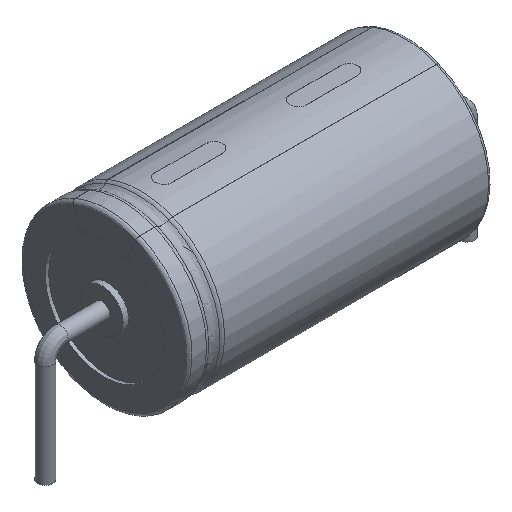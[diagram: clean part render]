
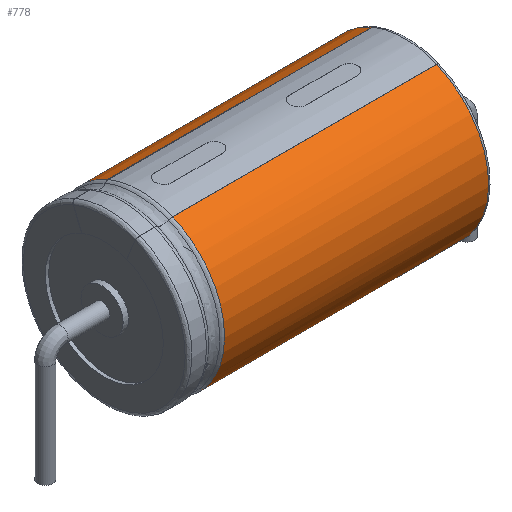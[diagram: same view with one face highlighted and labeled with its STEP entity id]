
A CAD part, isometric view. The second image highlights one B-rep face of the part: STEP entity #778.
In plain terms, the highlighted cylindrical face has radius 5 mm (diameter 10 mm), a partial arc.
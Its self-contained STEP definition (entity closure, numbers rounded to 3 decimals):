
#139=VERTEX_POINT('',#140);
#140=CARTESIAN_POINT('',(21.3,-1.913,9.619));
#146=EDGE_CURVE('',#147,#139,#149,.T.);
#147=VERTEX_POINT('',#148);
#148=CARTESIAN_POINT('',(5.635,-1.913,9.619));
#149=LINE('',#150,#151);
#150=CARTESIAN_POINT('',(5.5,-1.913,9.619));
#151=VECTOR('',#152,1.);
#152=DIRECTION('',(1.,0.,0.));
#208=DIRECTION('',(-1.,0.,0.));
#367=VERTEX_POINT('',#368);
#368=CARTESIAN_POINT('',(21.3,1.913,9.619));
#372=DIRECTION('',(0.,0.383,0.924));
#373=ORIENTED_EDGE('',*,*,#374,.F.);
#374=EDGE_CURVE('',#375,#367,#377,.T.);
#375=VERTEX_POINT('',#376);
#376=CARTESIAN_POINT('',(5.635,1.913,9.619));
#377=LINE('',#378,#151);
#378=CARTESIAN_POINT('',(5.5,1.913,9.619));
#704=ORIENTED_EDGE('',*,*,#705,.T.);
#705=EDGE_CURVE('',#375,#147,#706,.T.);
#706=B_SPLINE_CURVE_WITH_KNOTS('',12,(#707,#708,#709,#710,#711,#712,#713,#714,#715,#716,#717,#718,#719,#720,#721,#722,#723,#724,#725,#726,#727,#728,#729,#730,#731,#732,#733,#734,#735,#736,#737,#738,#739,#740,#741),.UNSPECIFIED.,.F.,.F.,(13,11,11,13),(-1.171,0.,27.489,28.66),.UNSPECIFIED.);
#707=CARTESIAN_POINT('',(5.635,0.831,10.068));
#708=CARTESIAN_POINT('',(5.635,0.922,10.03));
#709=CARTESIAN_POINT('',(5.635,1.013,9.992));
#710=CARTESIAN_POINT('',(5.635,1.103,9.955));
#711=CARTESIAN_POINT('',(5.635,1.194,9.917));
#712=CARTESIAN_POINT('',(5.635,1.284,9.88));
#713=CARTESIAN_POINT('',(5.635,1.374,9.843));
#714=CARTESIAN_POINT('',(5.635,1.465,9.805));
#715=CARTESIAN_POINT('',(5.635,1.555,9.768));
#716=CARTESIAN_POINT('',(5.635,1.644,9.731));
#717=CARTESIAN_POINT('',(5.635,1.734,9.694));
#718=CARTESIAN_POINT('',(5.635,1.824,9.656));
#719=CARTESIAN_POINT('',(5.635,4.015,8.749));
#720=CARTESIAN_POINT('',(5.635,5.717,6.821));
#721=CARTESIAN_POINT('',(5.635,6.391,4.039));
#722=CARTESIAN_POINT('',(5.635,5.514,1.056));
#723=CARTESIAN_POINT('',(5.635,3.325,-1.166));
#724=CARTESIAN_POINT('',(5.635,0.,-2.279));
#725=CARTESIAN_POINT('',(5.635,-3.325,-1.166));
#726=CARTESIAN_POINT('',(5.635,-5.514,1.056));
#727=CARTESIAN_POINT('',(5.635,-6.391,4.039));
#728=CARTESIAN_POINT('',(5.635,-5.717,6.821));
#729=CARTESIAN_POINT('',(5.635,-4.015,8.749));
#730=CARTESIAN_POINT('',(5.635,-1.824,9.656));
#731=CARTESIAN_POINT('',(5.635,-1.734,9.694));
#732=CARTESIAN_POINT('',(5.635,-1.644,9.731));
#733=CARTESIAN_POINT('',(5.635,-1.555,9.768));
#734=CARTESIAN_POINT('',(5.635,-1.465,9.805));
#735=CARTESIAN_POINT('',(5.635,-1.374,9.843));
#736=CARTESIAN_POINT('',(5.635,-1.284,9.88));
#737=CARTESIAN_POINT('',(5.635,-1.194,9.917));
#738=CARTESIAN_POINT('',(5.635,-1.103,9.955));
#739=CARTESIAN_POINT('',(5.635,-1.013,9.992));
#740=CARTESIAN_POINT('',(5.635,-0.922,10.03));
#741=CARTESIAN_POINT('',(5.635,-0.831,10.068));
#778=ADVANCED_FACE('',(#779),#787,.T.);
#779=FACE_BOUND('',#780,.F.);
#780=EDGE_LOOP('',(#373,#704,#781,#782));
#781=ORIENTED_EDGE('',*,*,#146,.T.);
#782=ORIENTED_EDGE('',*,*,#783,.F.);
#783=EDGE_CURVE('',#367,#139,#784,.T.);
#784=CIRCLE('',#785,5.);
#785=AXIS2_PLACEMENT_3D('',#786,#208,#372);
#786=CARTESIAN_POINT('',(21.3,0.,5.));
#787=CYLINDRICAL_SURFACE('',#788,5.);
#788=AXIS2_PLACEMENT_3D('',#789,#152,#372);
#789=CARTESIAN_POINT('',(5.5,0.,5.));
